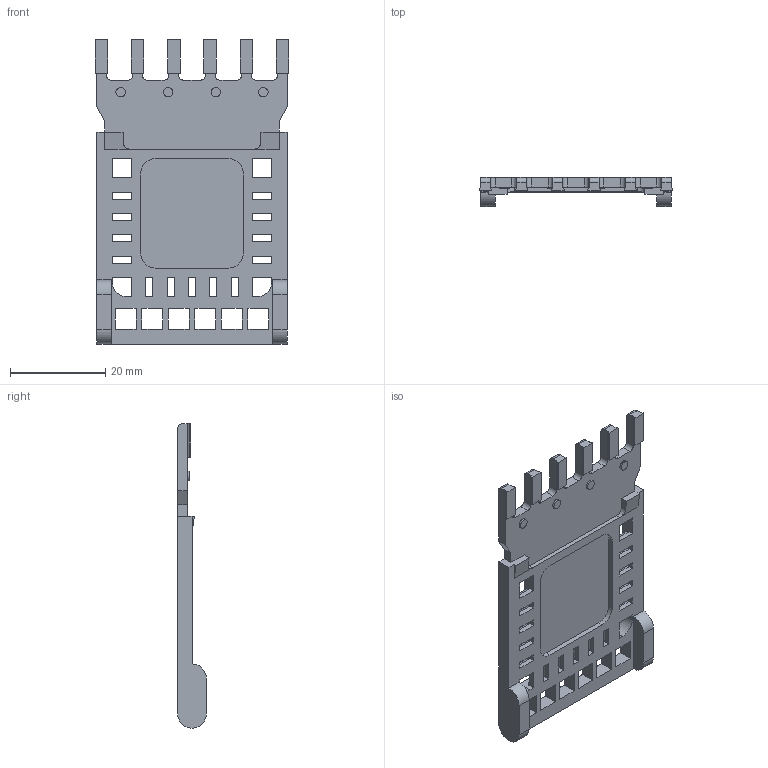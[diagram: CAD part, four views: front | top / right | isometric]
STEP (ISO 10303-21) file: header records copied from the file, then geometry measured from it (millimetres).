
FILE_DESCRIPTION(('CATIA V5 STEP Exchange','CAx-IF Rec.Pracs.--- Model Styling and Organization---1.2---2011-12-15'),'2;1');
FILE_NAME ('D1454331_0_1652170000_1652170000.stp','2018-09-20T16:18:54+00:00',('none'),('Weidmueller'),'CATIA Version 5-6 Release 2014','CATIA V5 STEP AP214','none');
FILE_SCHEMA(('AUTOMOTIVE_DESIGN { 1 0 10303 214 1 1 1 1 }'));
Length unit declared in the file: millimetre
Products named in the file (1): 1652170000
Bounding box: 40.72 x 6 x 64 mm (x, y, z)
Volume: 4816.7 mm3; surface area: 6042.6 mm2
Topology: 1 solids, 1 shells, 251 faces, 772 edges, 512 vertices
Faces by surface type: plane 182, cylinder 69
Entity records: 8256 total; most frequent: ORIENTED_EDGE 1544, CARTESIAN_POINT 1503, DIRECTION 1150, EDGE_CURVE 772, VECTOR 632, LINE 632, VERTEX_POINT 512, AXIS2_PLACEMENT_3D 329
